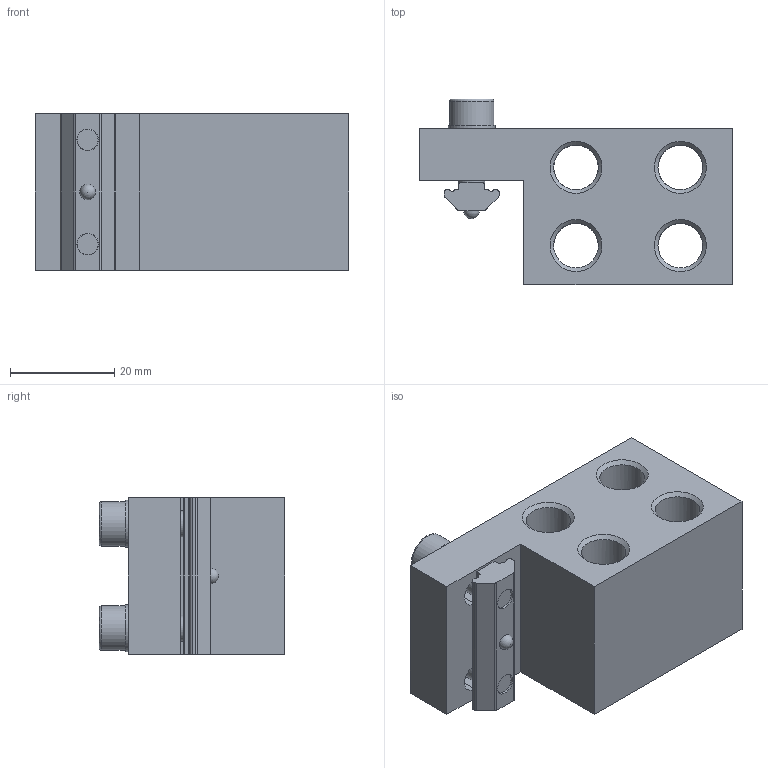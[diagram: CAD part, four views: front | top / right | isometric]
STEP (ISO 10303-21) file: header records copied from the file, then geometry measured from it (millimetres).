
FILE_DESCRIPTION((''),'2;1');
FILE_NAME('GR05.002.stp','2015-03-02T13:11:15',('RKob'),(''),'Autodesk Inventor 2012','Autodesk Inventor 2012','');
FILE_SCHEMA(('AUTOMOTIVE_DESIGN { 1 0 10303 214 1 1 1 1 }'));
Length unit declared in the file: millimetre
Products named in the file (5): GR05; DIN912-M5x16; GR01; Schnorr S5
Assembly tree (6 placements, depth 2):
  GR05
    GR05
    DIN912-M5x16  x2
    GR01
    Schnorr S5  x2
Bounding box: 60 x 35.6 x 30 mm (x, y, z)
Volume: 35159.7 mm3; surface area: 13665.5 mm2
Topology: 6 solids, 6 shells, 105 faces, 259 edges, 164 vertices
Faces by surface type: plane 50, cylinder 40, cone 12, torus 2, sphere 1
Full cylindrical faces by diameter (mm): 4.134 x2, 5 x2, 5.3 x2, 8.5 x2, 8.566 x10, 9 x2
Entity records: 2689 total; most frequent: DIRECTION 474, CARTESIAN_POINT 428, ORIENTED_EDGE 382, EDGE_CURVE 191, AXIS2_PLACEMENT_3D 185, EDGE_LOOP 140, VERTEX_POINT 139, VECTOR 104
